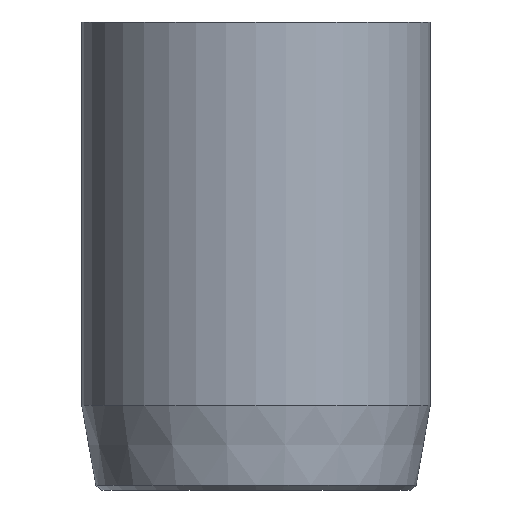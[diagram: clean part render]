
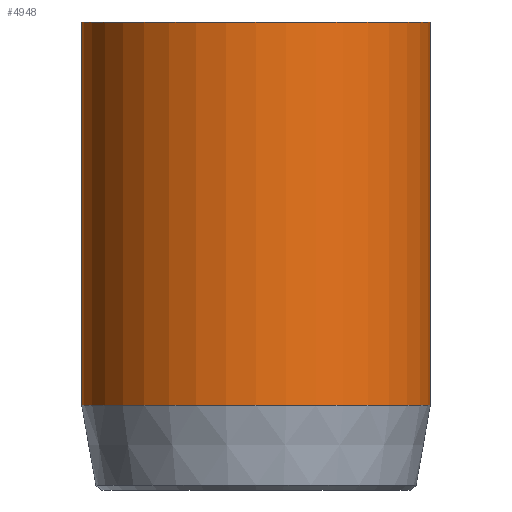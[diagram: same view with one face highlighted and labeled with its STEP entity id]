
A CAD part, front view. The second image highlights one B-rep face of the part: STEP entity #4948.
In plain terms, the highlighted cylindrical face has radius 1.75 mm (diameter 3.5 mm), a full revolution.
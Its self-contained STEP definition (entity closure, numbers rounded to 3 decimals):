
#648=CYLINDRICAL_SURFACE('',#5128,1.75);
#904=FACE_OUTER_BOUND('',#1206,.T.);
#1206=EDGE_LOOP('',(#4584,#4585,#4586,#4587,#4588));
#1575=LINE('',#9337,#1954);
#1954=VECTOR('',#5717,1.75);
#1992=CIRCLE('',#5109,1.75);
#1997=CIRCLE('',#5126,1.75);
#1998=CIRCLE('',#5127,1.75);
#2459=VERTEX_POINT('',#9307);
#2464=VERTEX_POINT('',#9331);
#2465=VERTEX_POINT('',#9332);
#3169=EDGE_CURVE('',#2459,#2459,#1992,.T.);
#3176=EDGE_CURVE('',#2464,#2465,#1997,.T.);
#3177=EDGE_CURVE('',#2465,#2464,#1998,.T.);
#3179=EDGE_CURVE('',#2459,#2464,#1575,.T.);
#4584=ORIENTED_EDGE('',*,*,#3169,.T.);
#4585=ORIENTED_EDGE('',*,*,#3179,.T.);
#4586=ORIENTED_EDGE('',*,*,#3176,.T.);
#4587=ORIENTED_EDGE('',*,*,#3177,.T.);
#4588=ORIENTED_EDGE('',*,*,#3179,.F.);
#4948=ADVANCED_FACE('',(#904),#648,.T.);
#5109=AXIS2_PLACEMENT_3D('',#9308,#5674,#5675);
#5126=AXIS2_PLACEMENT_3D('',#9333,#5710,#5711);
#5127=AXIS2_PLACEMENT_3D('',#9334,#5712,#5713);
#5128=AXIS2_PLACEMENT_3D('',#9336,#5715,#5716);
#5674=DIRECTION('center_axis',(0.,0.,-1.));
#5675=DIRECTION('ref_axis',(-1.,0.,0.));
#5710=DIRECTION('center_axis',(0.,0.,1.));
#5711=DIRECTION('ref_axis',(-1.,0.,0.));
#5712=DIRECTION('center_axis',(0.,0.,1.));
#5713=DIRECTION('ref_axis',(-1.,0.,0.));
#5715=DIRECTION('center_axis',(0.,0.,1.));
#5716=DIRECTION('ref_axis',(-1.,0.,0.));
#5717=DIRECTION('',(0.,0.,-1.));
#9307=CARTESIAN_POINT('',(1.75,0.,4.7));
#9308=CARTESIAN_POINT('Origin',(0.,0.,4.7));
#9331=CARTESIAN_POINT('',(1.75,0.,0.851));
#9332=CARTESIAN_POINT('',(-1.75,0.,0.851));
#9333=CARTESIAN_POINT('Origin',(0.,0.,0.851));
#9334=CARTESIAN_POINT('Origin',(0.,0.,0.851));
#9336=CARTESIAN_POINT('Origin',(0.,0.,0.));
#9337=CARTESIAN_POINT('',(1.75,0.,0.));
